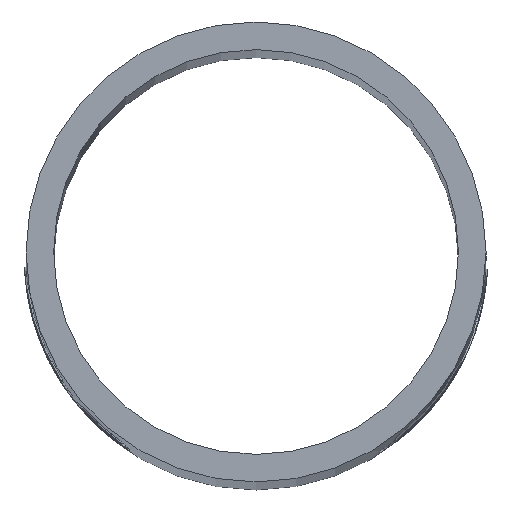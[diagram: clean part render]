
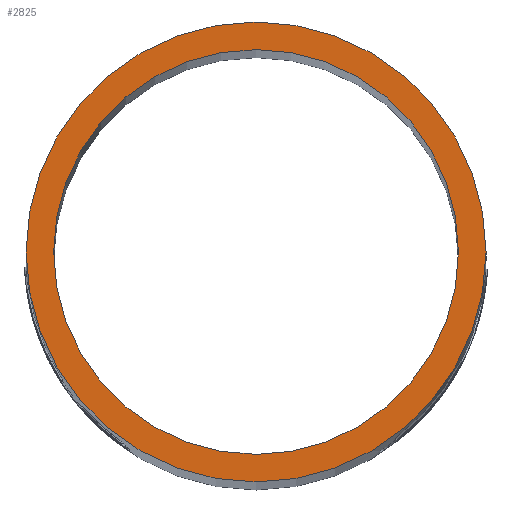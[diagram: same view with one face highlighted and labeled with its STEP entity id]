
A CAD part, top view. The second image highlights one B-rep face of the part: STEP entity #2825.
In plain terms, the highlighted planar face has unit normal (0, 0, 1).
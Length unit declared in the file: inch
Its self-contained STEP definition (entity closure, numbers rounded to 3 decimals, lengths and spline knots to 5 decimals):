
#856 = AXIS2_PLACEMENT_3D ( 'NONE', #31281, #12982, #34350 ) ;
#1620 = CARTESIAN_POINT ( 'NONE',  ( -0.49213, 0., 4.92126 ) ) ;
#2825 = ADVANCED_FACE ( 'NONE', ( #6581, #13752 ), #3323, .F. ) ;
#3249 = DIRECTION ( 'NONE',  ( 0., 0., 1. ) ) ;
#3323 = PLANE ( 'NONE',  #15206 ) ;
#3465 = CARTESIAN_POINT ( 'NONE',  ( 0., 0., 4.92126 ) ) ;
#3676 = AXIS2_PLACEMENT_3D ( 'NONE', #8655, #30018, #11733 ) ;
#6539 = DIRECTION ( 'NONE',  ( -1., 0., 0. ) ) ;
#6581 = FACE_BOUND ( 'NONE', #21818, .T. ) ;
#7055 = VERTEX_POINT ( 'NONE', #1620 ) ;
#8508 = CIRCLE ( 'NONE', #13719, 0.43307 ) ;
#8655 = CARTESIAN_POINT ( 'NONE',  ( 0., 0., 4.92126 ) ) ;
#8946 = VERTEX_POINT ( 'NONE', #38590 ) ;
#9358 = CIRCLE ( 'NONE', #3676, 0.49213 ) ;
#10357 = ORIENTED_EDGE ( 'NONE', *, *, #19256, .F. ) ;
#11733 = DIRECTION ( 'NONE',  ( 1., 0., 0. ) ) ;
#12496 = CARTESIAN_POINT ( 'NONE',  ( 0.49213, 0., 4.92126 ) ) ;
#12982 = DIRECTION ( 'NONE',  ( 0., 0., 1. ) ) ;
#13167 = AXIS2_PLACEMENT_3D ( 'NONE', #15742, #37092, #18815 ) ;
#13719 = AXIS2_PLACEMENT_3D ( 'NONE', #21538, #3249, #24621 ) ;
#13752 = FACE_OUTER_BOUND ( 'NONE', #27561, .T. ) ;
#15108 = VERTEX_POINT ( 'NONE', #37884 ) ;
#15206 = AXIS2_PLACEMENT_3D ( 'NONE', #3465, #24845, #6539 ) ;
#15742 = CARTESIAN_POINT ( 'NONE',  ( 0., 0., 4.92126 ) ) ;
#16836 = ORIENTED_EDGE ( 'NONE', *, *, #27833, .F. ) ;
#17969 = ORIENTED_EDGE ( 'NONE', *, *, #26688, .F. ) ;
#18815 = DIRECTION ( 'NONE',  ( 1., 0., 0. ) ) ;
#19256 = EDGE_CURVE ( 'NONE', #15108, #8946, #8508, .T. ) ;
#21538 = CARTESIAN_POINT ( 'NONE',  ( 0., 0., 4.92126 ) ) ;
#21818 = EDGE_LOOP ( 'NONE', ( #16836, #10357 ) ) ;
#24621 = DIRECTION ( 'NONE',  ( 1., 0., 0. ) ) ;
#24845 = DIRECTION ( 'NONE',  ( 0., 0., -1. ) ) ;
#26688 = EDGE_CURVE ( 'NONE', #7055, #27378, #9358, .T. ) ;
#26841 = EDGE_CURVE ( 'NONE', #27378, #7055, #28442, .T. ) ;
#27378 = VERTEX_POINT ( 'NONE', #12496 ) ;
#27561 = EDGE_LOOP ( 'NONE', ( #28703, #17969 ) ) ;
#27833 = EDGE_CURVE ( 'NONE', #8946, #15108, #28143, .T. ) ;
#28143 = CIRCLE ( 'NONE', #856, 0.43307 ) ;
#28442 = CIRCLE ( 'NONE', #13167, 0.49213 ) ;
#28703 = ORIENTED_EDGE ( 'NONE', *, *, #26841, .F. ) ;
#30018 = DIRECTION ( 'NONE',  ( 0., 0., -1. ) ) ;
#31281 = CARTESIAN_POINT ( 'NONE',  ( 0., 0., 4.92126 ) ) ;
#34350 = DIRECTION ( 'NONE',  ( 1., 0., 0. ) ) ;
#37092 = DIRECTION ( 'NONE',  ( 0., 0., -1. ) ) ;
#37884 = CARTESIAN_POINT ( 'NONE',  ( -0.43307, 0., 4.92126 ) ) ;
#38590 = CARTESIAN_POINT ( 'NONE',  ( 0.43307, 0., 4.92126 ) ) ;
